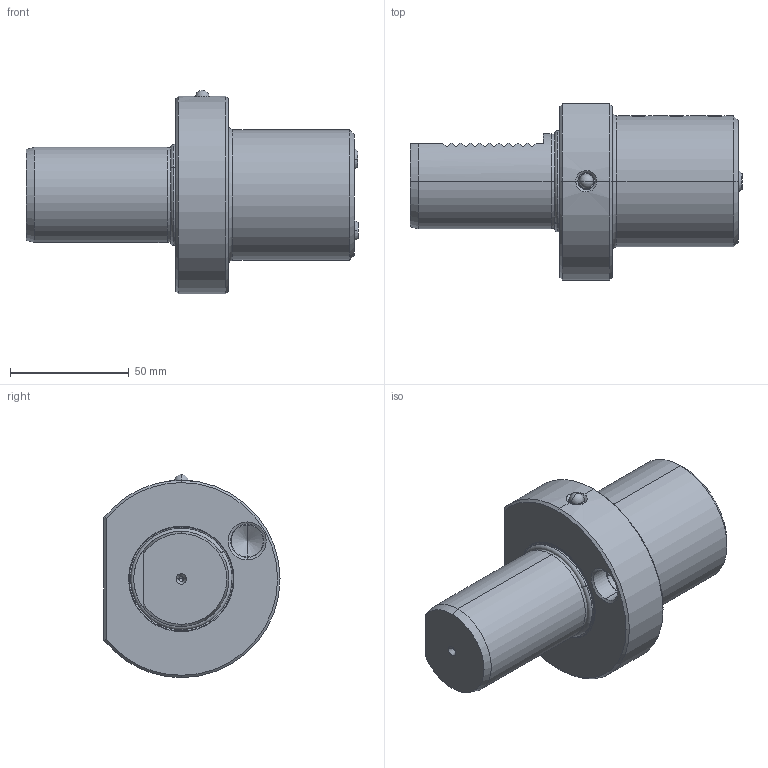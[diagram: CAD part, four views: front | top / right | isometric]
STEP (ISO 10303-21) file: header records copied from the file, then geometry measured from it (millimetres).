
FILE_DESCRIPTION (( 'STEP AP203' ), '1' );
FILE_NAME ('409.52.08.STEP', '2016-11-26T06:50:10', ( '' ), ( '' ), 'SwSTEP 2.0', 'SolidWorks 2012', '' );
FILE_SCHEMA (( 'CONFIG_CONTROL_DESIGN' ));
Products named in the file (8): 皿頭_M4xP0.7x8L; 管螺文螺絲; 409.52.08; 2-44100006N4出水銅嘴; O型環38.7; M8xP1.25x20L; 7止水鉚珠; VDI40        E2_08
Assembly tree (11 placements, depth 2):
  409.52.08
    VDI40        E2_08
    7止水鉚珠
    2-44100006N4出水銅嘴  x2
    M8xP1.25x20L  x3
    O型環38.7
    皿頭_M4xP0.7x8L  x2
    管螺文螺絲
Bounding box: 139.57 x 74 x 85.47 mm (x, y, z)
Volume: 300642 mm3; surface area: 47651.4 mm2
Topology: 12 solids, 12 shells, 786 faces, 2119 edges, 1350 vertices
Faces by surface type: cylinder 391, cone 201, plane 109, bspline 65, torus 14, sphere 6
Entity records: 80725 total; most frequent: CARTESIAN_POINT 66356, ORIENTED_EDGE 3318, DIRECTION 2266, EDGE_CURVE 1659, VERTEX_POINT 1055, AXIS2_PLACEMENT_3D 849, EDGE_LOOP 660, FACE_OUTER_BOUND 630
